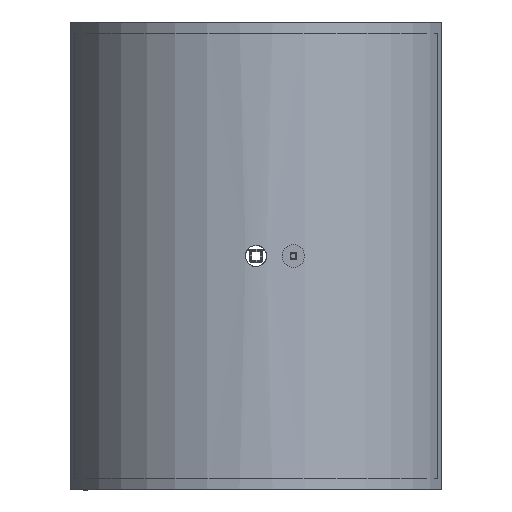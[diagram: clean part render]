
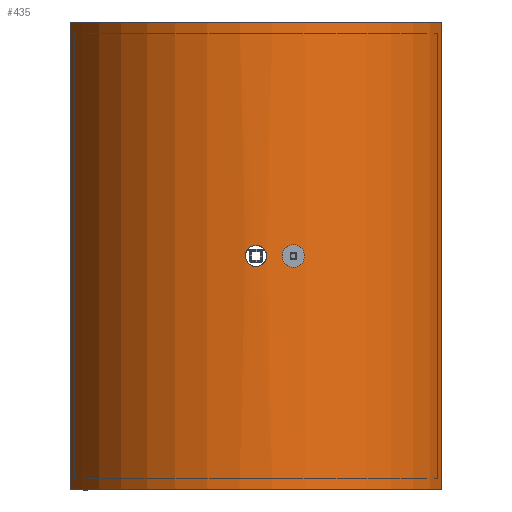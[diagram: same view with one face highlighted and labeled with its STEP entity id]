
A CAD part, left-side view. The second image highlights one B-rep face of the part: STEP entity #435.
In plain terms, the highlighted cylindrical face has radius 256.9 mm (diameter 513.8 mm), a partial arc.
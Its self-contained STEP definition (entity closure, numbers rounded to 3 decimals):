
#233=CARTESIAN_POINT('',(-256.9,0.,14.));
#234=VERTEX_POINT('',#233);
#242=CARTESIAN_POINT('',(-256.9,0.,14.));
#243=CARTESIAN_POINT('',(-256.9,-3.216,14.));
#244=CARTESIAN_POINT('',(-256.832,-6.419,12.855));
#245=CARTESIAN_POINT('',(-256.746,-8.903,10.818));
#246=CARTESIAN_POINT('',(-256.658,-11.428,8.746));
#247=CARTESIAN_POINT('',(-256.562,-13.189,5.766));
#248=CARTESIAN_POINT('',(-256.53,-13.785,2.556));
#249=CARTESIAN_POINT('',(-256.498,-14.376,-0.622));
#250=CARTESIAN_POINT('',(-256.533,-13.821,-4.));
#251=CARTESIAN_POINT('',(-256.608,-12.244,-6.823));
#252=CARTESIAN_POINT('',(-256.683,-10.672,-9.638));
#253=CARTESIAN_POINT('',(-256.79,-8.095,-11.879));
#254=CARTESIAN_POINT('',(-256.85,-5.085,-13.047));
#255=CARTESIAN_POINT('',(-256.909,-2.091,-14.21));
#256=CARTESIAN_POINT('',(-256.915,1.309,-14.303));
#257=CARTESIAN_POINT('',(-256.863,4.363,-13.306));
#258=CARTESIAN_POINT('',(-256.81,7.501,-12.28));
#259=CARTESIAN_POINT('',(-256.701,10.248,-10.109));
#260=CARTESIAN_POINT('',(-256.621,11.968,-7.296));
#261=CARTESIAN_POINT('',(-256.543,13.647,-4.548));
#262=CARTESIAN_POINT('',(-256.5,14.335,-1.209));
#263=CARTESIAN_POINT('',(-256.525,13.88,1.979));
#264=CARTESIAN_POINT('',(-256.55,13.408,5.28));
#265=CARTESIAN_POINT('',(-256.645,11.711,8.391));
#266=CARTESIAN_POINT('',(-256.736,9.189,10.576));
#267=CARTESIAN_POINT('',(-256.826,6.667,12.761));
#268=CARTESIAN_POINT('',(-256.9,3.341,14.));
#269=CARTESIAN_POINT('',(-256.9,0.,14.));
#270=B_SPLINE_CURVE_WITH_KNOTS('',3,(#242,#243,#244,#245,#246,#247,#248,#249,#250,#251,#252,#253,#254,#255,#256,#257,#258,#259,#260,#261,#262,#263,#264,#265,#266,#267,#268,#269),.UNSPECIFIED.,.T.,.U.,(4,3,3,3,3,3,3,3,3,4),(-3.142,-2.454,-1.754,-1.062,-0.371,0.316,1.023,1.713,2.427,3.142),.UNSPECIFIED.);
#271=EDGE_CURVE('',#234,#234,#270,.T.);
#293=CARTESIAN_POINT('',(-69.335,247.367,312.5));
#294=VERTEX_POINT('',#293);
#301=CARTESIAN_POINT('',(-69.335,-247.367,312.5));
#302=VERTEX_POINT('',#301);
#303=CARTESIAN_POINT('',(0.,0.,312.5));
#304=DIRECTION('',(0.,0.,1.0));
#305=DIRECTION('',(-0.27,0.963,0.));
#306=AXIS2_PLACEMENT_3D('',#303,#304,#305);
#307=CIRCLE('',#306,256.9);
#308=EDGE_CURVE('',#294,#302,#307,.T.);
#332=CARTESIAN_POINT('',(-69.335,247.367,-312.5));
#333=VERTEX_POINT('',#332);
#340=CARTESIAN_POINT('',(-69.335,247.367,-312.5));
#341=DIRECTION('',(0.0,0.0,1.0));
#342=VECTOR('',#341,625.);
#343=LINE('',#340,#342);
#344=EDGE_CURVE('',#333,#294,#343,.T.);
#364=CARTESIAN_POINT('',(-69.335,-247.367,-312.5));
#365=VERTEX_POINT('',#364);
#372=CARTESIAN_POINT('',(0.,0.,-312.5));
#373=DIRECTION('',(0.,0.,1.0));
#374=DIRECTION('',(-0.27,0.963,0.));
#375=AXIS2_PLACEMENT_3D('',#372,#373,#374);
#376=CIRCLE('',#375,256.9);
#377=EDGE_CURVE('',#333,#365,#376,.T.);
#395=CARTESIAN_POINT('',(-69.335,-247.367,-312.5));
#396=DIRECTION('',(0.0,0.0,1.0));
#397=VECTOR('',#396,625.);
#398=LINE('',#395,#397);
#399=EDGE_CURVE('',#365,#302,#398,.T.);
#421=CARTESIAN_POINT('',(0.,0.,0.));
#422=DIRECTION('',(0.,0.,1.0));
#423=DIRECTION('',(-0.27,0.963,0.));
#424=AXIS2_PLACEMENT_3D('',#421,#422,#423);
#425=CYLINDRICAL_SURFACE('',#424,256.9);
#426=ORIENTED_EDGE('',*,*,#271,.T.);
#427=EDGE_LOOP('',(#426));
#428=FACE_OUTER_BOUND('',#427,.T.);
#429=ORIENTED_EDGE('',*,*,#399,.T.);
#430=ORIENTED_EDGE('',*,*,#308,.F.);
#431=ORIENTED_EDGE('',*,*,#344,.F.);
#432=ORIENTED_EDGE('',*,*,#377,.T.);
#433=EDGE_LOOP('',(#429,#430,#431,#432));
#434=FACE_BOUND('',#433,.T.);
#435=ADVANCED_FACE('',(#428,#434),#425,.T.);
